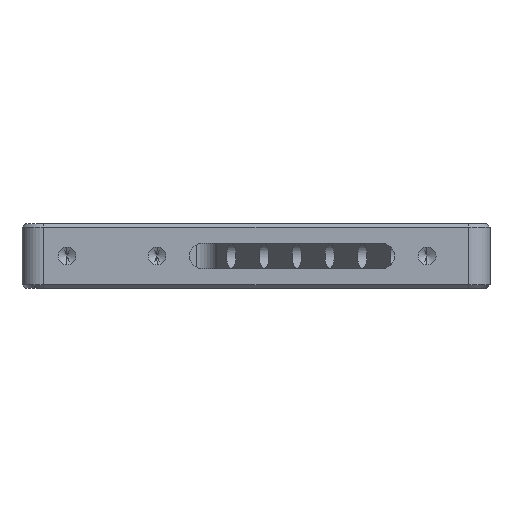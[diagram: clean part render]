
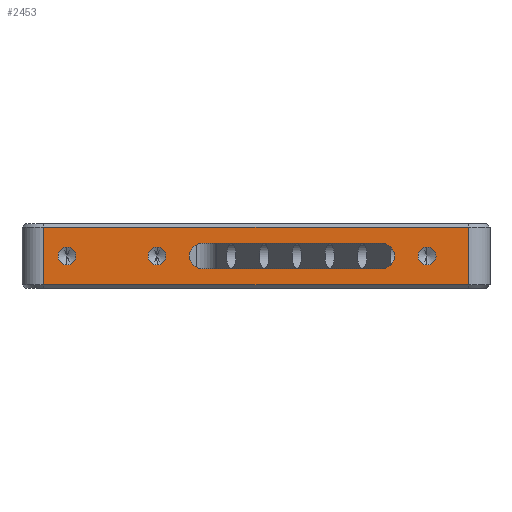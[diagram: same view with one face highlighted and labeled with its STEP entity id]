
A CAD part, front view. The second image highlights one B-rep face of the part: STEP entity #2453.
In plain terms, the highlighted planar face has unit normal (0, -1, 0).
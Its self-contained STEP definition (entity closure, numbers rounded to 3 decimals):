
#2 = ORIENTED_EDGE ( 'NONE', *, *, #2854, .F. ) ;
#72 = LINE ( 'NONE', #2915, #2055 ) ;
#89 = AXIS2_PLACEMENT_3D ( 'NONE', #4132, #1730, #4531 ) ;
#94 = DIRECTION ( 'NONE',  ( 0., 0., 1. ) ) ;
#141 = CARTESIAN_POINT ( 'NONE',  ( 112.5, 0., -2.5 ) ) ;
#150 = AXIS2_PLACEMENT_3D ( 'NONE', #1278, #4078, #1678 ) ;
#219 = CARTESIAN_POINT ( 'NONE',  ( 6., 0., 8. ) ) ;
#247 = AXIS2_PLACEMENT_3D ( 'NONE', #4662, #5076, #2664 ) ;
#306 = VERTEX_POINT ( 'NONE', #5144 ) ;
#330 = DIRECTION ( 'NONE',  ( 0., 1., 0. ) ) ;
#335 = VERTEX_POINT ( 'NONE', #3937 ) ;
#372 = VERTEX_POINT ( 'NONE', #3094 ) ;
#416 = AXIS2_PLACEMENT_3D ( 'NONE', #2699, #330, #3107 ) ;
#502 = VERTEX_POINT ( 'NONE', #1808 ) ;
#507 = LINE ( 'NONE', #2865, #3674 ) ;
#564 = VECTOR ( 'NONE', #2996, 1000. ) ;
#636 = CIRCLE ( 'NONE', #3671, 2.5 ) ;
#672 = ORIENTED_EDGE ( 'NONE', *, *, #4871, .T. ) ;
#706 = ORIENTED_EDGE ( 'NONE', *, *, #4795, .F. ) ;
#721 = CARTESIAN_POINT ( 'NONE',  ( 100., 0., -3.5 ) ) ;
#762 = FACE_BOUND ( 'NONE', #1359, .T. ) ;
#883 = CIRCLE ( 'NONE', #1240, 2.5 ) ;
#894 = CIRCLE ( 'NONE', #3471, 2.5 ) ;
#912 = VERTEX_POINT ( 'NONE', #1501 ) ;
#913 = CARTESIAN_POINT ( 'NONE',  ( 6., 0., -8. ) ) ;
#920 = EDGE_CURVE ( 'NONE', #4194, #2187, #3632, .T. ) ;
#1008 = CARTESIAN_POINT ( 'NONE',  ( 50., 0., 3.5 ) ) ;
#1060 = ORIENTED_EDGE ( 'NONE', *, *, #1522, .F. ) ;
#1079 = CARTESIAN_POINT ( 'NONE',  ( 100., 0., 3.5 ) ) ;
#1120 = ORIENTED_EDGE ( 'NONE', *, *, #2753, .F. ) ;
#1204 = ORIENTED_EDGE ( 'NONE', *, *, #4695, .T. ) ;
#1240 = AXIS2_PLACEMENT_3D ( 'NONE', #4146, #1742, #4540 ) ;
#1259 = ORIENTED_EDGE ( 'NONE', *, *, #920, .T. ) ;
#1278 = CARTESIAN_POINT ( 'NONE',  ( 37.5, 0., 0. ) ) ;
#1331 = EDGE_CURVE ( 'NONE', #1384, #4194, #3261, .T. ) ;
#1359 = EDGE_LOOP ( 'NONE', ( #1204, #672, #1661, #1259 ) ) ;
#1366 = DIRECTION ( 'NONE',  ( 0., -1., 0. ) ) ;
#1384 = VERTEX_POINT ( 'NONE', #1813 ) ;
#1414 = DIRECTION ( 'NONE',  ( 0., -1., 0. ) ) ;
#1423 = CARTESIAN_POINT ( 'NONE',  ( 50., 0., -3.5 ) ) ;
#1475 = VERTEX_POINT ( 'NONE', #2662 ) ;
#1501 = CARTESIAN_POINT ( 'NONE',  ( 124., 0., 8. ) ) ;
#1522 = EDGE_CURVE ( 'NONE', #4975, #1764, #636, .T. ) ;
#1529 = DIRECTION ( 'NONE',  ( 0., -1., 0. ) ) ;
#1661 = ORIENTED_EDGE ( 'NONE', *, *, #1331, .T. ) ;
#1678 = DIRECTION ( 'NONE',  ( 0., 0., -1. ) ) ;
#1730 = DIRECTION ( 'NONE',  ( 0., 1., 0. ) ) ;
#1742 = DIRECTION ( 'NONE',  ( 0., -1., 0. ) ) ;
#1764 = VERTEX_POINT ( 'NONE', #1960 ) ;
#1766 = AXIS2_PLACEMENT_3D ( 'NONE', #3802, #1414, #4210 ) ;
#1797 = FACE_BOUND ( 'NONE', #2786, .T. ) ;
#1808 = CARTESIAN_POINT ( 'NONE',  ( 6., 0., 8. ) ) ;
#1813 = CARTESIAN_POINT ( 'NONE',  ( 50., 0., 3.5 ) ) ;
#1866 = EDGE_CURVE ( 'NONE', #502, #2826, #4063, .T. ) ;
#1951 = EDGE_CURVE ( 'NONE', #1475, #3949, #894, .T. ) ;
#1960 = CARTESIAN_POINT ( 'NONE',  ( 12.5, 0., -2.5 ) ) ;
#2027 = CARTESIAN_POINT ( 'NONE',  ( 6., 0., 9. ) ) ;
#2055 = VECTOR ( 'NONE', #4104, 1000. ) ;
#2077 = DIRECTION ( 'NONE',  ( 0., -1., 0. ) ) ;
#2156 = EDGE_LOOP ( 'NONE', ( #2, #1060 ) ) ;
#2187 = VERTEX_POINT ( 'NONE', #721 ) ;
#2279 = ORIENTED_EDGE ( 'NONE', *, *, #1951, .F. ) ;
#2339 = CIRCLE ( 'NONE', #1766, 2.5 ) ;
#2435 = AXIS2_PLACEMENT_3D ( 'NONE', #3758, #1366, #4158 ) ;
#2453 = ADVANCED_FACE ( 'NONE', ( #3940, #1797, #4062, #762, #4874 ), #3065, .F. ) ;
#2534 = LINE ( 'NONE', #219, #564 ) ;
#2598 = CIRCLE ( 'NONE', #2435, 2.5 ) ;
#2648 = ORIENTED_EDGE ( 'NONE', *, *, #4261, .T. ) ;
#2662 = CARTESIAN_POINT ( 'NONE',  ( 112.5, 0., 2.5 ) ) ;
#2664 = DIRECTION ( 'NONE',  ( 0., 0., 1. ) ) ;
#2689 = ORIENTED_EDGE ( 'NONE', *, *, #3553, .T. ) ;
#2699 = CARTESIAN_POINT ( 'NONE',  ( 100., 0., 0. ) ) ;
#2753 = EDGE_CURVE ( 'NONE', #335, #372, #4435, .T. ) ;
#2757 = ORIENTED_EDGE ( 'NONE', *, *, #4000, .F. ) ;
#2786 = EDGE_LOOP ( 'NONE', ( #1120, #706 ) ) ;
#2826 = VERTEX_POINT ( 'NONE', #913 ) ;
#2838 = EDGE_CURVE ( 'NONE', #2826, #306, #72, .T. ) ;
#2848 = EDGE_LOOP ( 'NONE', ( #2757, #2279 ) ) ;
#2854 = EDGE_CURVE ( 'NONE', #1764, #4975, #883, .T. ) ;
#2865 = CARTESIAN_POINT ( 'NONE',  ( 124., 0., 9. ) ) ;
#2915 = CARTESIAN_POINT ( 'NONE',  ( 0., 0., -8. ) ) ;
#2996 = DIRECTION ( 'NONE',  ( -1., 0., 0. ) ) ;
#3065 = PLANE ( 'NONE',  #247 ) ;
#3094 = CARTESIAN_POINT ( 'NONE',  ( 37.5, 0., 2.5 ) ) ;
#3107 = DIRECTION ( 'NONE',  ( 0., 0., 1. ) ) ;
#3155 = ORIENTED_EDGE ( 'NONE', *, *, #2838, .T. ) ;
#3261 = LINE ( 'NONE', #1008, #4190 ) ;
#3329 = CARTESIAN_POINT ( 'NONE',  ( 50., 0., -3.5 ) ) ;
#3471 = AXIS2_PLACEMENT_3D ( 'NONE', #4478, #2077, #4884 ) ;
#3553 = EDGE_CURVE ( 'NONE', #306, #912, #507, .T. ) ;
#3632 = CIRCLE ( 'NONE', #416, 3.5 ) ;
#3671 = AXIS2_PLACEMENT_3D ( 'NONE', #3919, #1529, #4328 ) ;
#3674 = VECTOR ( 'NONE', #94, 1000. ) ;
#3758 = CARTESIAN_POINT ( 'NONE',  ( 112.5, 0., 0. ) ) ;
#3781 = VECTOR ( 'NONE', #4931, 1000. ) ;
#3802 = CARTESIAN_POINT ( 'NONE',  ( 37.5, 0., 0. ) ) ;
#3919 = CARTESIAN_POINT ( 'NONE',  ( 12.5, 0., 0. ) ) ;
#3937 = CARTESIAN_POINT ( 'NONE',  ( 37.5, 0., -2.5 ) ) ;
#3940 = FACE_BOUND ( 'NONE', #2156, .T. ) ;
#3949 = VERTEX_POINT ( 'NONE', #141 ) ;
#4000 = EDGE_CURVE ( 'NONE', #3949, #1475, #2598, .T. ) ;
#4062 = FACE_BOUND ( 'NONE', #2848, .T. ) ;
#4063 = LINE ( 'NONE', #2027, #4187 ) ;
#4078 = DIRECTION ( 'NONE',  ( 0., -1., 0. ) ) ;
#4104 = DIRECTION ( 'NONE',  ( 1., 0., 0. ) ) ;
#4105 = EDGE_LOOP ( 'NONE', ( #4840, #3155, #2689, #2648 ) ) ;
#4132 = CARTESIAN_POINT ( 'NONE',  ( 50., 0., 0. ) ) ;
#4146 = CARTESIAN_POINT ( 'NONE',  ( 12.5, 0., 0. ) ) ;
#4158 = DIRECTION ( 'NONE',  ( 0., 0., -1. ) ) ;
#4187 = VECTOR ( 'NONE', #4833, 1000. ) ;
#4190 = VECTOR ( 'NONE', #4202, 1000. ) ;
#4194 = VERTEX_POINT ( 'NONE', #1079 ) ;
#4200 = CARTESIAN_POINT ( 'NONE',  ( 12.5, 0., 2.5 ) ) ;
#4202 = DIRECTION ( 'NONE',  ( 1., 0., 0. ) ) ;
#4210 = DIRECTION ( 'NONE',  ( 0., 0., -1. ) ) ;
#4223 = CIRCLE ( 'NONE', #89, 3.5 ) ;
#4261 = EDGE_CURVE ( 'NONE', #912, #502, #2534, .T. ) ;
#4328 = DIRECTION ( 'NONE',  ( 0., 0., -1. ) ) ;
#4435 = CIRCLE ( 'NONE', #150, 2.5 ) ;
#4478 = CARTESIAN_POINT ( 'NONE',  ( 112.5, 0., 0. ) ) ;
#4531 = DIRECTION ( 'NONE',  ( 0., 0., 1. ) ) ;
#4540 = DIRECTION ( 'NONE',  ( 0., 0., -1. ) ) ;
#4662 = CARTESIAN_POINT ( 'NONE',  ( 0., 0., 9. ) ) ;
#4695 = EDGE_CURVE ( 'NONE', #2187, #5012, #4851, .T. ) ;
#4795 = EDGE_CURVE ( 'NONE', #372, #335, #2339, .T. ) ;
#4833 = DIRECTION ( 'NONE',  ( 0., 0., -1. ) ) ;
#4840 = ORIENTED_EDGE ( 'NONE', *, *, #1866, .T. ) ;
#4851 = LINE ( 'NONE', #3329, #3781 ) ;
#4871 = EDGE_CURVE ( 'NONE', #5012, #1384, #4223, .T. ) ;
#4874 = FACE_OUTER_BOUND ( 'NONE', #4105, .T. ) ;
#4884 = DIRECTION ( 'NONE',  ( 0., 0., -1. ) ) ;
#4931 = DIRECTION ( 'NONE',  ( -1., 0., 0. ) ) ;
#4975 = VERTEX_POINT ( 'NONE', #4200 ) ;
#5012 = VERTEX_POINT ( 'NONE', #1423 ) ;
#5076 = DIRECTION ( 'NONE',  ( 0., 1., 0. ) ) ;
#5144 = CARTESIAN_POINT ( 'NONE',  ( 124., 0., -8. ) ) ;
